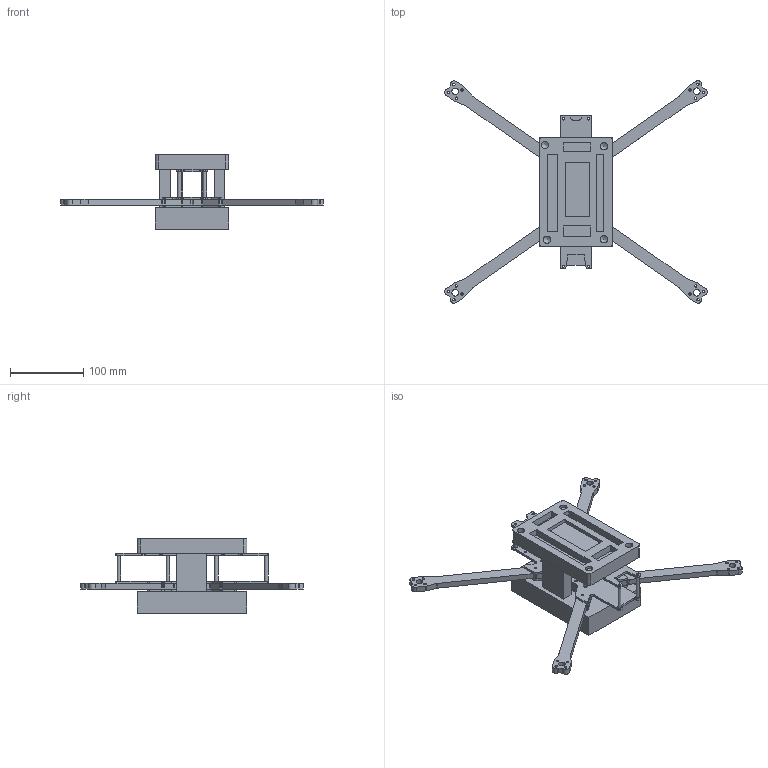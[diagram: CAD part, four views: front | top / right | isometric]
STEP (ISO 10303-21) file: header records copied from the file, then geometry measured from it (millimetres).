
FILE_DESCRIPTION(('STEP AP203'), '1');
FILE_NAME('Äðîí ñ íàâåñîì', '2026-02-22T21:19:22', ('Mi'), (''), 'C3D Converter', 'C3D Toolkit', '');
FILE_SCHEMA(('CONFIG_CONTROL_DESIGN'));
Length unit declared in the file: millimetre
Products named in the file (6): овод + 10 мм (креп теплака защинный) v2 v13; Крышка; Деталь (3); Деталь (4); Деталь; Деталь (1)
Assembly tree (15 placements, depth 2):
  овод + 10 мм (креп теплака защинный) v2 v13
    Крышка
    Деталь (3)
    Деталь (4)
    Деталь  x8
    Деталь (1)  x4
Bounding box: 359.1 x 304.26 x 102 mm (x, y, z)
Volume: 645116.7 mm3; surface area: 216776.6 mm2
Topology: 15 solids, 15 shells, 498 faces, 1337 edges, 890 vertices
Faces by surface type: cylinder 253, plane 241, cone 4
Full cylindrical faces by diameter (mm): 3 x1, 3.1 x7, 3.2 x72, 5 x8, 9 x4, 10 x4, 14 x1
Entity records: 11357 total; most frequent: DIRECTION 1916, CARTESIAN_POINT 1846, ORIENTED_EDGE 1736, EDGE_CURVE 868, AXIS2_PLACEMENT_3D 688, VERTEX_POINT 618, LINE 540, VECTOR 540
